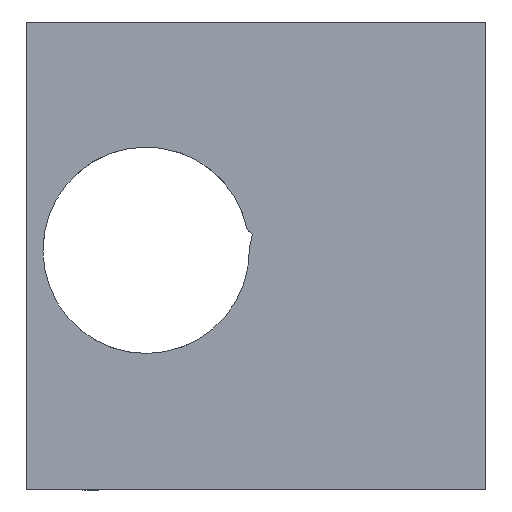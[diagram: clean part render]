
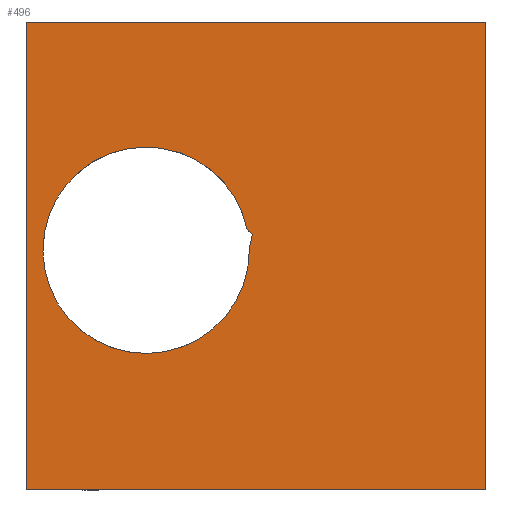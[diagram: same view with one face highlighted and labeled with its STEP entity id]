
A CAD part, front view. The second image highlights one B-rep face of the part: STEP entity #496.
In plain terms, the highlighted planar face has unit normal (0, -1, 0).
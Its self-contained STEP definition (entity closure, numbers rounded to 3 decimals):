
#21 = EDGE_CURVE('',#22,#24,#26,.T.);
#22 = VERTEX_POINT('',#23);
#23 = CARTESIAN_POINT('',(0.,0.,0.));
#24 = VERTEX_POINT('',#25);
#25 = CARTESIAN_POINT('',(0.,0.,29.916));
#26 = SURFACE_CURVE('',#27,(#31,#43),.PCURVE_S1.);
#27 = LINE('',#28,#29);
#28 = CARTESIAN_POINT('',(0.,0.,0.));
#29 = VECTOR('',#30,1.);
#30 = DIRECTION('',(0.,0.,1.));
#31 = PCURVE('',#32,#37);
#32 = PLANE('',#33);
#33 = AXIS2_PLACEMENT_3D('',#34,#35,#36);
#34 = CARTESIAN_POINT('',(0.,0.,0.));
#35 = DIRECTION('',(1.,0.,-0.));
#36 = DIRECTION('',(0.,0.,1.));
#37 = DEFINITIONAL_REPRESENTATION('',(#38),#42);
#38 = LINE('',#39,#40);
#39 = CARTESIAN_POINT('',(0.,0.));
#40 = VECTOR('',#41,1.);
#41 = DIRECTION('',(1.,0.));
#42 = ( GEOMETRIC_REPRESENTATION_CONTEXT(2) 
PARAMETRIC_REPRESENTATION_CONTEXT() REPRESENTATION_CONTEXT('2D SPACE',''
  ) );
#43 = PCURVE('',#44,#49);
#44 = PLANE('',#45);
#45 = AXIS2_PLACEMENT_3D('',#46,#47,#48);
#46 = CARTESIAN_POINT('',(0.,0.,0.));
#47 = DIRECTION('',(-0.,1.,0.));
#48 = DIRECTION('',(0.,0.,1.));
#49 = DEFINITIONAL_REPRESENTATION('',(#50),#54);
#50 = LINE('',#51,#52);
#51 = CARTESIAN_POINT('',(0.,0.));
#52 = VECTOR('',#53,1.);
#53 = DIRECTION('',(1.,0.));
#54 = ( GEOMETRIC_REPRESENTATION_CONTEXT(2) 
PARAMETRIC_REPRESENTATION_CONTEXT() REPRESENTATION_CONTEXT('2D SPACE',''
  ) );
#72 = PLANE('',#73);
#73 = AXIS2_PLACEMENT_3D('',#74,#75,#76);
#74 = CARTESIAN_POINT('',(0.,0.,0.));
#75 = DIRECTION('',(0.,0.,1.));
#76 = DIRECTION('',(1.,0.,-0.));
#126 = PLANE('',#127);
#127 = AXIS2_PLACEMENT_3D('',#128,#129,#130);
#128 = CARTESIAN_POINT('',(0.,0.,29.916));
#129 = DIRECTION('',(0.,0.,1.));
#130 = DIRECTION('',(1.,0.,-0.));
#496 = ADVANCED_FACE('24',(#497,#572),#44,.F.);
#497 = FACE_BOUND('',#498,.F.);
#498 = EDGE_LOOP('',(#499,#522,#523,#546));
#499 = ORIENTED_EDGE('',*,*,#500,.F.);
#500 = EDGE_CURVE('',#22,#501,#503,.T.);
#501 = VERTEX_POINT('',#502);
#502 = CARTESIAN_POINT('',(29.374,0.,0.));
#503 = SURFACE_CURVE('',#504,(#508,#515),.PCURVE_S1.);
#504 = LINE('',#505,#506);
#505 = CARTESIAN_POINT('',(0.,0.,0.));
#506 = VECTOR('',#507,1.);
#507 = DIRECTION('',(1.,0.,-0.));
#508 = PCURVE('',#44,#509);
#509 = DEFINITIONAL_REPRESENTATION('',(#510),#514);
#510 = LINE('',#511,#512);
#511 = CARTESIAN_POINT('',(0.,0.));
#512 = VECTOR('',#513,1.);
#513 = DIRECTION('',(0.,1.));
#514 = ( GEOMETRIC_REPRESENTATION_CONTEXT(2) 
PARAMETRIC_REPRESENTATION_CONTEXT() REPRESENTATION_CONTEXT('2D SPACE',''
  ) );
#515 = PCURVE('',#72,#516);
#516 = DEFINITIONAL_REPRESENTATION('',(#517),#521);
#517 = LINE('',#518,#519);
#518 = CARTESIAN_POINT('',(0.,0.));
#519 = VECTOR('',#520,1.);
#520 = DIRECTION('',(1.,0.));
#521 = ( GEOMETRIC_REPRESENTATION_CONTEXT(2) 
PARAMETRIC_REPRESENTATION_CONTEXT() REPRESENTATION_CONTEXT('2D SPACE',''
  ) );
#522 = ORIENTED_EDGE('',*,*,#21,.T.);
#523 = ORIENTED_EDGE('',*,*,#524,.T.);
#524 = EDGE_CURVE('',#24,#525,#527,.T.);
#525 = VERTEX_POINT('',#526);
#526 = CARTESIAN_POINT('',(29.374,0.,29.916));
#527 = SURFACE_CURVE('',#528,(#532,#539),.PCURVE_S1.);
#528 = LINE('',#529,#530);
#529 = CARTESIAN_POINT('',(0.,0.,29.916));
#530 = VECTOR('',#531,1.);
#531 = DIRECTION('',(1.,0.,-0.));
#532 = PCURVE('',#44,#533);
#533 = DEFINITIONAL_REPRESENTATION('',(#534),#538);
#534 = LINE('',#535,#536);
#535 = CARTESIAN_POINT('',(29.916,0.));
#536 = VECTOR('',#537,1.);
#537 = DIRECTION('',(0.,1.));
#538 = ( GEOMETRIC_REPRESENTATION_CONTEXT(2) 
PARAMETRIC_REPRESENTATION_CONTEXT() REPRESENTATION_CONTEXT('2D SPACE',''
  ) );
#539 = PCURVE('',#126,#540);
#540 = DEFINITIONAL_REPRESENTATION('',(#541),#545);
#541 = LINE('',#542,#543);
#542 = CARTESIAN_POINT('',(0.,0.));
#543 = VECTOR('',#544,1.);
#544 = DIRECTION('',(1.,0.));
#545 = ( GEOMETRIC_REPRESENTATION_CONTEXT(2) 
PARAMETRIC_REPRESENTATION_CONTEXT() REPRESENTATION_CONTEXT('2D SPACE',''
  ) );
#546 = ORIENTED_EDGE('',*,*,#547,.F.);
#547 = EDGE_CURVE('',#501,#525,#548,.T.);
#548 = SURFACE_CURVE('',#549,(#553,#560),.PCURVE_S1.);
#549 = LINE('',#550,#551);
#550 = CARTESIAN_POINT('',(29.374,0.,0.));
#551 = VECTOR('',#552,1.);
#552 = DIRECTION('',(0.,0.,1.));
#553 = PCURVE('',#44,#554);
#554 = DEFINITIONAL_REPRESENTATION('',(#555),#559);
#555 = LINE('',#556,#557);
#556 = CARTESIAN_POINT('',(0.,29.374));
#557 = VECTOR('',#558,1.);
#558 = DIRECTION('',(1.,0.));
#559 = ( GEOMETRIC_REPRESENTATION_CONTEXT(2) 
PARAMETRIC_REPRESENTATION_CONTEXT() REPRESENTATION_CONTEXT('2D SPACE',''
  ) );
#560 = PCURVE('',#561,#566);
#561 = PLANE('',#562);
#562 = AXIS2_PLACEMENT_3D('',#563,#564,#565);
#563 = CARTESIAN_POINT('',(29.374,0.,0.));
#564 = DIRECTION('',(1.,0.,-0.));
#565 = DIRECTION('',(0.,0.,1.));
#566 = DEFINITIONAL_REPRESENTATION('',(#567),#571);
#567 = LINE('',#568,#569);
#568 = CARTESIAN_POINT('',(0.,0.));
#569 = VECTOR('',#570,1.);
#570 = DIRECTION('',(1.,0.));
#571 = ( GEOMETRIC_REPRESENTATION_CONTEXT(2) 
PARAMETRIC_REPRESENTATION_CONTEXT() REPRESENTATION_CONTEXT('2D SPACE',''
  ) );
#572 = FACE_BOUND('',#573,.F.);
#573 = EDGE_LOOP('',(#574,#605,#634,#662));
#574 = ORIENTED_EDGE('',*,*,#575,.F.);
#575 = EDGE_CURVE('',#576,#578,#580,.T.);
#576 = VERTEX_POINT('',#577);
#577 = CARTESIAN_POINT('',(14.259,0.,
    15.324));
#578 = VERTEX_POINT('',#579);
#579 = CARTESIAN_POINT('',(14.124,0.,
    16.654));
#580 = SURFACE_CURVE('',#581,(#586,#593),.PCURVE_S1.);
#581 = CIRCLE('',#582,6.596);
#582 = AXIS2_PLACEMENT_3D('',#583,#584,#585);
#583 = CARTESIAN_POINT('',(7.663,0.,
    15.324));
#584 = DIRECTION('',(0.,1.,0.));
#585 = DIRECTION('',(1.,0.,0.));
#586 = PCURVE('',#44,#587);
#587 = DEFINITIONAL_REPRESENTATION('',(#588),#592);
#588 = CIRCLE('',#589,6.596);
#589 = AXIS2_PLACEMENT_2D('',#590,#591);
#590 = CARTESIAN_POINT('',(15.324,7.663));
#591 = DIRECTION('',(0.,1.));
#592 = ( GEOMETRIC_REPRESENTATION_CONTEXT(2) 
PARAMETRIC_REPRESENTATION_CONTEXT() REPRESENTATION_CONTEXT('2D SPACE',''
  ) );
#593 = PCURVE('',#594,#599);
#594 = CYLINDRICAL_SURFACE('',#595,6.596);
#595 = AXIS2_PLACEMENT_3D('',#596,#597,#598);
#596 = CARTESIAN_POINT('',(7.663,45.033,
    15.324));
#597 = DIRECTION('',(0.,1.,0.));
#598 = DIRECTION('',(1.,0.,0.));
#599 = DEFINITIONAL_REPRESENTATION('',(#600),#604);
#600 = LINE('',#601,#602);
#601 = CARTESIAN_POINT('',(0.,-45.033));
#602 = VECTOR('',#603,1.);
#603 = DIRECTION('',(1.,0.));
#604 = ( GEOMETRIC_REPRESENTATION_CONTEXT(2) 
PARAMETRIC_REPRESENTATION_CONTEXT() REPRESENTATION_CONTEXT('2D SPACE',''
  ) );
#605 = ORIENTED_EDGE('',*,*,#606,.F.);
#606 = EDGE_CURVE('',#607,#576,#609,.T.);
#607 = VERTEX_POINT('',#608);
#608 = CARTESIAN_POINT('',(14.258,0.,
    15.443));
#609 = SURFACE_CURVE('',#610,(#615,#622),.PCURVE_S1.);
#610 = CIRCLE('',#611,6.596);
#611 = AXIS2_PLACEMENT_3D('',#612,#613,#614);
#612 = CARTESIAN_POINT('',(7.663,0.,
    15.324));
#613 = DIRECTION('',(0.,1.,0.));
#614 = DIRECTION('',(1.,0.,0.));
#615 = PCURVE('',#44,#616);
#616 = DEFINITIONAL_REPRESENTATION('',(#617),#621);
#617 = CIRCLE('',#618,6.596);
#618 = AXIS2_PLACEMENT_2D('',#619,#620);
#619 = CARTESIAN_POINT('',(15.324,7.663));
#620 = DIRECTION('',(0.,1.));
#621 = ( GEOMETRIC_REPRESENTATION_CONTEXT(2) 
PARAMETRIC_REPRESENTATION_CONTEXT() REPRESENTATION_CONTEXT('2D SPACE',''
  ) );
#622 = PCURVE('',#623,#628);
#623 = CYLINDRICAL_SURFACE('',#624,6.596);
#624 = AXIS2_PLACEMENT_3D('',#625,#626,#627);
#625 = CARTESIAN_POINT('',(7.663,45.033,
    15.324));
#626 = DIRECTION('',(0.,1.,0.));
#627 = DIRECTION('',(1.,0.,0.));
#628 = DEFINITIONAL_REPRESENTATION('',(#629),#633);
#629 = LINE('',#630,#631);
#630 = CARTESIAN_POINT('',(0.,-45.033));
#631 = VECTOR('',#632,1.);
#632 = DIRECTION('',(1.,0.));
#633 = ( GEOMETRIC_REPRESENTATION_CONTEXT(2) 
PARAMETRIC_REPRESENTATION_CONTEXT() REPRESENTATION_CONTEXT('2D SPACE',''
  ) );
#634 = ORIENTED_EDGE('',*,*,#635,.F.);
#635 = EDGE_CURVE('',#636,#607,#638,.T.);
#636 = VERTEX_POINT('',#637);
#637 = CARTESIAN_POINT('',(14.457,0.,16.349));
#638 = SURFACE_CURVE('',#639,(#643,#650),.PCURVE_S1.);
#639 = LINE('',#640,#641);
#640 = CARTESIAN_POINT('',(14.457,0.,16.349));
#641 = VECTOR('',#642,1.);
#642 = DIRECTION('',(-0.214,0.,-0.977));
#643 = PCURVE('',#44,#644);
#644 = DEFINITIONAL_REPRESENTATION('',(#645),#649);
#645 = LINE('',#646,#647);
#646 = CARTESIAN_POINT('',(16.349,14.457));
#647 = VECTOR('',#648,1.);
#648 = DIRECTION('',(-0.977,-0.214));
#649 = ( GEOMETRIC_REPRESENTATION_CONTEXT(2) 
PARAMETRIC_REPRESENTATION_CONTEXT() REPRESENTATION_CONTEXT('2D SPACE',''
  ) );
#650 = PCURVE('',#651,#656);
#651 = PLANE('',#652);
#652 = AXIS2_PLACEMENT_3D('',#653,#654,#655);
#653 = CARTESIAN_POINT('',(14.457,45.033,
    16.349));
#654 = DIRECTION('',(0.977,0.,-0.214));
#655 = DIRECTION('',(-0.214,0.,-0.977));
#656 = DEFINITIONAL_REPRESENTATION('',(#657),#661);
#657 = LINE('',#658,#659);
#658 = CARTESIAN_POINT('',(-0.,-45.033));
#659 = VECTOR('',#660,1.);
#660 = DIRECTION('',(1.,0.));
#661 = ( GEOMETRIC_REPRESENTATION_CONTEXT(2) 
PARAMETRIC_REPRESENTATION_CONTEXT() REPRESENTATION_CONTEXT('2D SPACE',''
  ) );
#662 = ORIENTED_EDGE('',*,*,#663,.F.);
#663 = EDGE_CURVE('',#578,#636,#664,.T.);
#664 = SURFACE_CURVE('',#665,(#669,#676),.PCURVE_S1.);
#665 = LINE('',#666,#667);
#666 = CARTESIAN_POINT('',(12.968,0.,17.709));
#667 = VECTOR('',#668,1.);
#668 = DIRECTION('',(0.739,0.,-0.674));
#669 = PCURVE('',#44,#670);
#670 = DEFINITIONAL_REPRESENTATION('',(#671),#675);
#671 = LINE('',#672,#673);
#672 = CARTESIAN_POINT('',(17.709,12.968));
#673 = VECTOR('',#674,1.);
#674 = DIRECTION('',(-0.674,0.739));
#675 = ( GEOMETRIC_REPRESENTATION_CONTEXT(2) 
PARAMETRIC_REPRESENTATION_CONTEXT() REPRESENTATION_CONTEXT('2D SPACE',''
  ) );
#676 = PCURVE('',#677,#682);
#677 = PLANE('',#678);
#678 = AXIS2_PLACEMENT_3D('',#679,#680,#681);
#679 = CARTESIAN_POINT('',(12.968,45.033,
    17.709));
#680 = DIRECTION('',(0.674,0.,0.739));
#681 = DIRECTION('',(0.739,0.,-0.674));
#682 = DEFINITIONAL_REPRESENTATION('',(#683),#687);
#683 = LINE('',#684,#685);
#684 = CARTESIAN_POINT('',(0.,-45.033));
#685 = VECTOR('',#686,1.);
#686 = DIRECTION('',(1.,0.));
#687 = ( GEOMETRIC_REPRESENTATION_CONTEXT(2) 
PARAMETRIC_REPRESENTATION_CONTEXT() REPRESENTATION_CONTEXT('2D SPACE',''
  ) );
